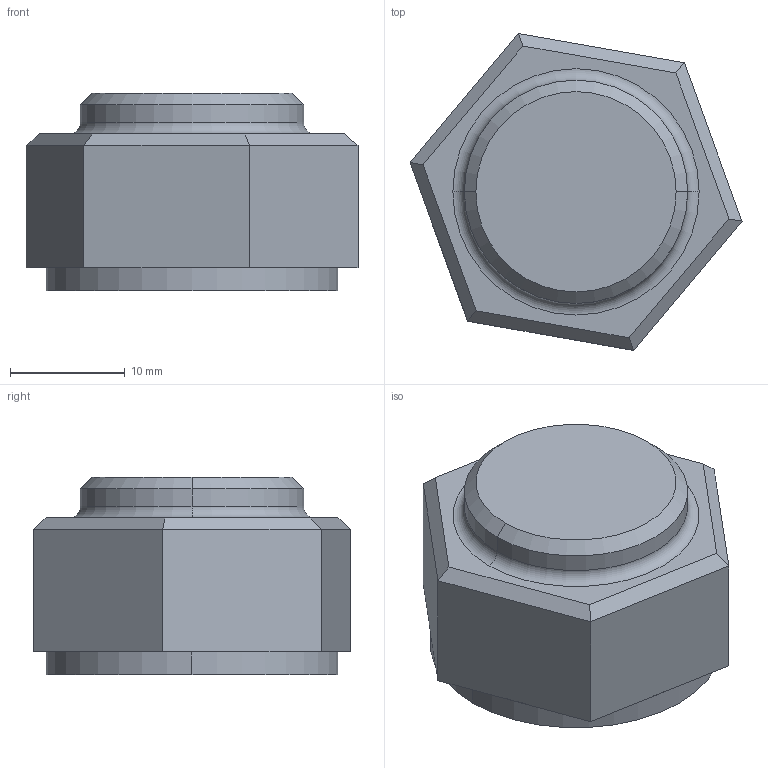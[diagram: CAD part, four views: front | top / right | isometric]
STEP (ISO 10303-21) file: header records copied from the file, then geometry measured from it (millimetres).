
FILE_DESCRIPTION (( 'STEP AP203' ), '1' );
FILE_NAME ('Bolts_Default_sldprt.STEP', '2020-01-15T12:27:51', ( '' ), ( '' ), 'SwSTEP 2.0', 'SolidWorks 2017', '' );
FILE_SCHEMA (( 'CONFIG_CONTROL_DESIGN' ));
Length unit declared in the file: millimetre
Products named in the file (1): Bolts_Default_sldprt
Bounding box: 28.89 x 27.57 x 17.2 mm (x, y, z)
Volume: 8520.3 mm3; surface area: 2404 mm2
Topology: 1 solids, 1 shells, 24 faces, 50 edges, 30 vertices
Faces by surface type: plane 16, cylinder 4, torus 2, cone 2
Entity records: 705 total; most frequent: DIRECTION 114, CARTESIAN_POINT 105, ORIENTED_EDGE 100, EDGE_CURVE 50, AXIS2_PLACEMENT_3D 39, LINE 36, VECTOR 36, VERTEX_POINT 30
